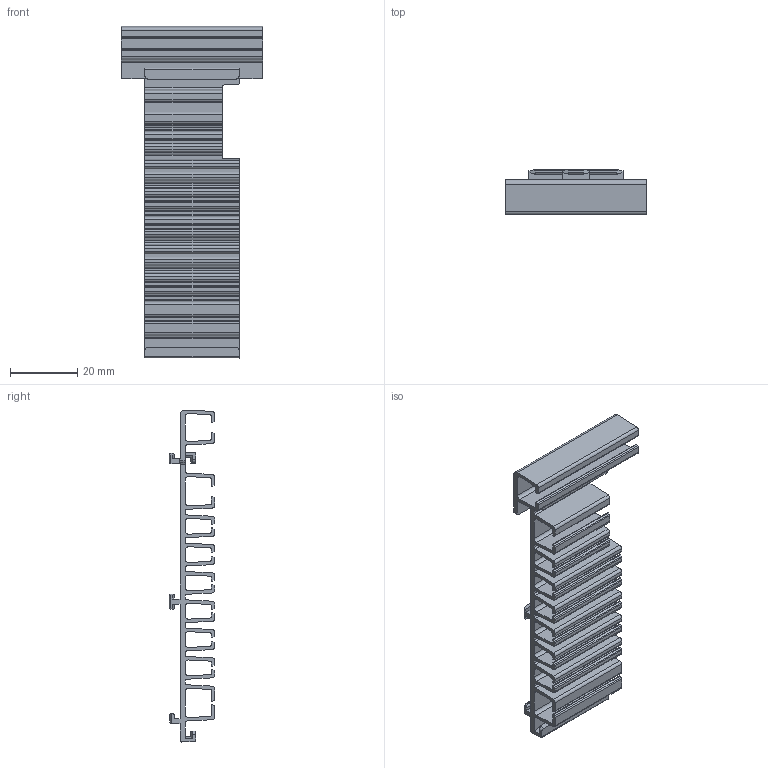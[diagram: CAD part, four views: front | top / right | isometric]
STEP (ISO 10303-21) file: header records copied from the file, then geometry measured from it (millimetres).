
FILE_DESCRIPTION((''),'2;1');
FILE_NAME('1SDH002065A1210_IGES','2019-05-27T',('ITSTCAR1'),(''),'CREO PARAMETRIC BY PTC INC, 2016050','CREO PARAMETRIC BY PTC INC, 2016050','');
FILE_SCHEMA(('AUTOMOTIVE_DESIGN { 1 0 10303 214 1 1 1 1 }'));
Length unit declared in the file: millimetre
Products named in the file (1): 1SDH002065A1210_IGES
Bounding box: 42 x 13.5 x 98.5 mm (x, y, z)
Volume: 10667.1 mm3; surface area: 17905.5 mm2
Topology: 1 solids, 1 shells, 309 faces, 908 edges, 602 vertices
Faces by surface type: plane 178, cylinder 131
Entity records: 11211 total; most frequent: CARTESIAN_POINT 2200, ORIENTED_EDGE 1816, DIRECTION 1729, EDGE_CURVE 908, VECTOR 633, LINE 633, VERTEX_POINT 602, AXIS2_PLACEMENT_3D 548
